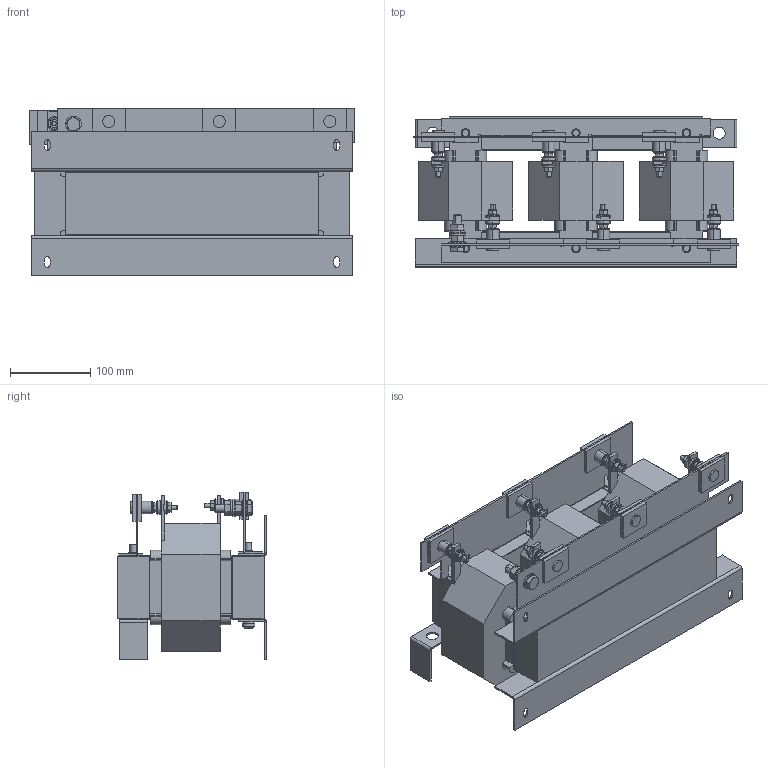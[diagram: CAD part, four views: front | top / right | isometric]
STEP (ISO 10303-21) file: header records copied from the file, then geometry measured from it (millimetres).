
FILE_DESCRIPTION (( 'STEP AP214' ), '1' );
FILE_NAME ('193774.STEP', '2020-05-29T00:59:41', ( '' ), ( '' ), 'SwSTEP 2.0', 'SolidWorks 2018', '' );
FILE_SCHEMA (( 'AUTOMOTIVE_DESIGN' ));
Length unit declared in the file: millimetre
Products named in the file (1): 193774
Bounding box: 405 x 186.5 x 208.5 mm (x, y, z)
Volume: 6303475.6 mm3; surface area: 651134.5 mm2
Topology: 1 solids, 1 shells, 1138 faces, 2843 edges, 1774 vertices
Faces by surface type: plane 679, cylinder 228, cone 161, bspline 42, torus 16, sphere 12
Entity records: 35570 total; most frequent: CARTESIAN_POINT 8755, ORIENTED_EDGE 5686, DIRECTION 5340, EDGE_CURVE 2843, AXIS2_PLACEMENT_3D 1809, VERTEX_POINT 1774, VECTOR 1722, LINE 1722
